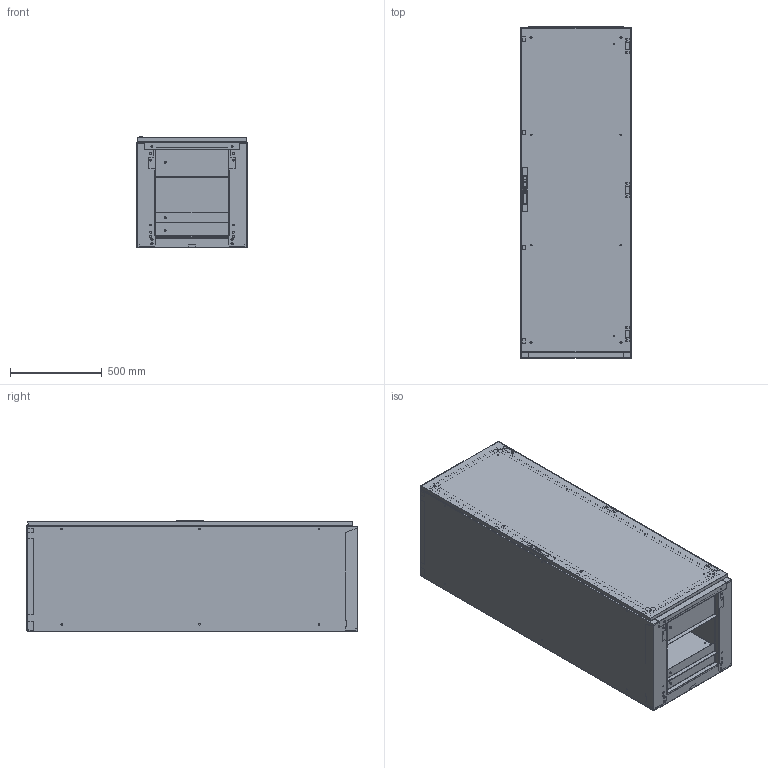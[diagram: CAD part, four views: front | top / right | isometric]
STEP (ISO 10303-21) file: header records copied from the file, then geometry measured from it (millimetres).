
FILE_DESCRIPTION (( 'STEP AP214' ), '1' );
FILE_NAME ('0390-6018-60-17.STEP', '2014-12-03T11:02:20', ( '' ), ( '' ), 'SwSTEP 2.0', 'SolidWorks 2014', '' );
FILE_SCHEMA (( 'AUTOMOTIVE_DESIGN' ));
Length unit declared in the file: millimetre
Products named in the file (19): Arretierwinkel kpl rechts (Modell) 600; Arretierwinkel kpl links (Modell) 600; Rasthalterung kpl rechts (Modell) 600; Rasthalterung kpl links (Modell) 600; Montageplatte 0348 (Modell) B600H1800; Tragschiene oben links (Modell) T600; Dachwinkel vorn-hinten (Modell) B600; Tragschiene unten links (Modell) T600; Dachplatte 0390 (Modell) B600T600; Bodenblech vorn-hinten (Modell) B600; Tuere 0395 (Modell) B600H1800; Bodenplatte hinten 0395 f黵 0390 (Modell) B600; Tragschiene unten rechts (Modell) T600; Abwicklung kpl (Modell) B600H1800T600; Bodenplatte mitte 0395 f黵 0390 (Modell) B600; 0390-6018-60-17; Bodenplatte vorne 0395 f黵 0390 (Modell) B600; Tragschiene oben rechts (Modell) T600; Montageplatte kpl 0348 (Modell) B600H1800
Assembly tree (18 placements, depth 3):
  0390-6018-60-17
    Abwicklung kpl (Modell) B600H1800T600
    Tragschiene unten rechts (Modell) T600
    Tuere 0395 (Modell) B600H1800
    Bodenblech vorn-hinten (Modell) B600
    Dachplatte 0390 (Modell) B600T600
    Tragschiene unten links (Modell) T600
    Dachwinkel vorn-hinten (Modell) B600
    Tragschiene oben links (Modell) T600
    Montageplatte kpl 0348 (Modell) B600H1800
      Montageplatte 0348 (Modell) B600H1800
      Rasthalterung kpl links (Modell) 600
      Rasthalterung kpl rechts (Modell) 600
      Arretierwinkel kpl links (Modell) 600
      Arretierwinkel kpl rechts (Modell) 600
    Tragschiene oben rechts (Modell) T600
    Bodenplatte vorne 0395 f黵 0390 (Modell) B600
    Bodenplatte mitte 0395 f黵 0390 (Modell) B600
    Bodenplatte hinten 0395 f黵 0390 (Modell) B600
Bounding box: 600 x 1806.5 x 607.5 mm (x, y, z)
Volume: 13534567.5 mm3; surface area: 14748033.3 mm2
Topology: 31 solids, 31 shells, 2511 faces, 6702 edges, 4441 vertices
Faces by surface type: plane 1327, cylinder 1130, cone 54
Entity records: 99947 total; most frequent: DIRECTION 14022, CARTESIAN_POINT 13937, ORIENTED_EDGE 13404, EDGE_CURVE 6702, AXIS2_PLACEMENT_3D 4862, VERTEX_POINT 4441, VECTOR 4298, LINE 4298
